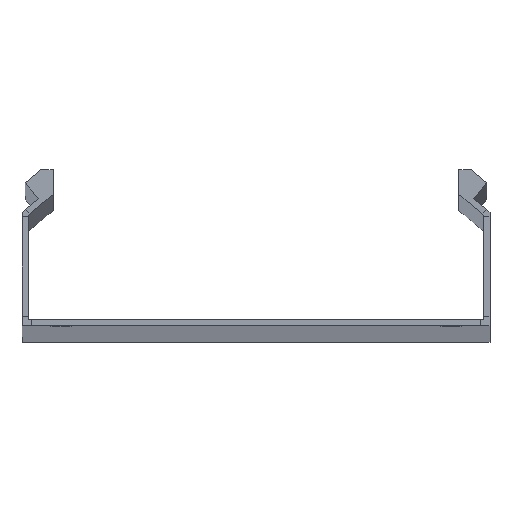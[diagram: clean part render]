
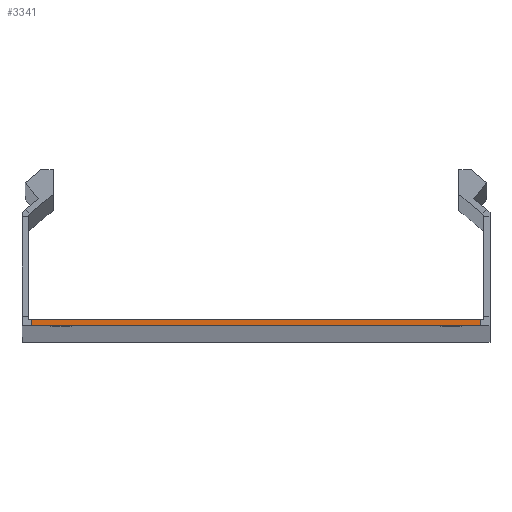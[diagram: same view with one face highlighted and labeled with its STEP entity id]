
A CAD part, top view. The second image highlights one B-rep face of the part: STEP entity #3341.
In plain terms, the highlighted planar face has unit normal (0, 0, 1).
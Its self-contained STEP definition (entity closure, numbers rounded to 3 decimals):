
#167 = VECTOR ( 'NONE', #1273, 1000. ) ;
#172 = DIRECTION ( 'NONE',  ( 0., -1., 0. ) ) ;
#205 = CARTESIAN_POINT ( 'NONE',  ( -75., 2., 1500. ) ) ;
#249 = CARTESIAN_POINT ( 'NONE',  ( -75., 0., 1500. ) ) ;
#469 = VECTOR ( 'NONE', #172, 1000. ) ;
#544 = VERTEX_POINT ( 'NONE', #2343 ) ;
#606 = EDGE_CURVE ( 'NONE', #807, #1666, #952, .T. ) ;
#804 = LINE ( 'NONE', #205, #3475 ) ;
#807 = VERTEX_POINT ( 'NONE', #2518 ) ;
#816 = EDGE_LOOP ( 'NONE', ( #3263, #1264, #2188, #1911 ) ) ;
#941 = DIRECTION ( 'NONE',  ( -1., 0., 0. ) ) ;
#952 = LINE ( 'NONE', #249, #1495 ) ;
#1264 = ORIENTED_EDGE ( 'NONE', *, *, #2066, .T. ) ;
#1273 = DIRECTION ( 'NONE',  ( 0., 1., 0. ) ) ;
#1495 = VECTOR ( 'NONE', #941, 1000. ) ;
#1544 = LINE ( 'NONE', #3360, #167 ) ;
#1666 = VERTEX_POINT ( 'NONE', #2075 ) ;
#1911 = ORIENTED_EDGE ( 'NONE', *, *, #3716, .T. ) ;
#2063 = AXIS2_PLACEMENT_3D ( 'NONE', #2684, #2694, #3046 ) ;
#2066 = EDGE_CURVE ( 'NONE', #807, #2394, #1544, .T. ) ;
#2075 = CARTESIAN_POINT ( 'NONE',  ( -72., 0., 1500. ) ) ;
#2188 = ORIENTED_EDGE ( 'NONE', *, *, #4533, .T. ) ;
#2343 = CARTESIAN_POINT ( 'NONE',  ( -72., 2., 1500. ) ) ;
#2394 = VERTEX_POINT ( 'NONE', #4279 ) ;
#2518 = CARTESIAN_POINT ( 'NONE',  ( 72., 0., 1500. ) ) ;
#2684 = CARTESIAN_POINT ( 'NONE',  ( 73., 3., 1500. ) ) ;
#2694 = DIRECTION ( 'NONE',  ( 0., 0., 1. ) ) ;
#2967 = DIRECTION ( 'NONE',  ( -1., 0., 0. ) ) ;
#3046 = DIRECTION ( 'NONE',  ( 1., 0., 0. ) ) ;
#3263 = ORIENTED_EDGE ( 'NONE', *, *, #606, .F. ) ;
#3341 = ADVANCED_FACE ( 'NONE', ( #4267 ), #3364, .T. ) ;
#3360 = CARTESIAN_POINT ( 'NONE',  ( 72., 0., 1500. ) ) ;
#3364 = PLANE ( 'NONE',  #2063 ) ;
#3475 = VECTOR ( 'NONE', #2967, 1000. ) ;
#3716 = EDGE_CURVE ( 'NONE', #544, #1666, #3764, .T. ) ;
#3764 = LINE ( 'NONE', #4036, #469 ) ;
#4036 = CARTESIAN_POINT ( 'NONE',  ( -72., 2., 1500. ) ) ;
#4267 = FACE_OUTER_BOUND ( 'NONE', #816, .T. ) ;
#4279 = CARTESIAN_POINT ( 'NONE',  ( 72., 2., 1500. ) ) ;
#4533 = EDGE_CURVE ( 'NONE', #2394, #544, #804, .T. ) ;
